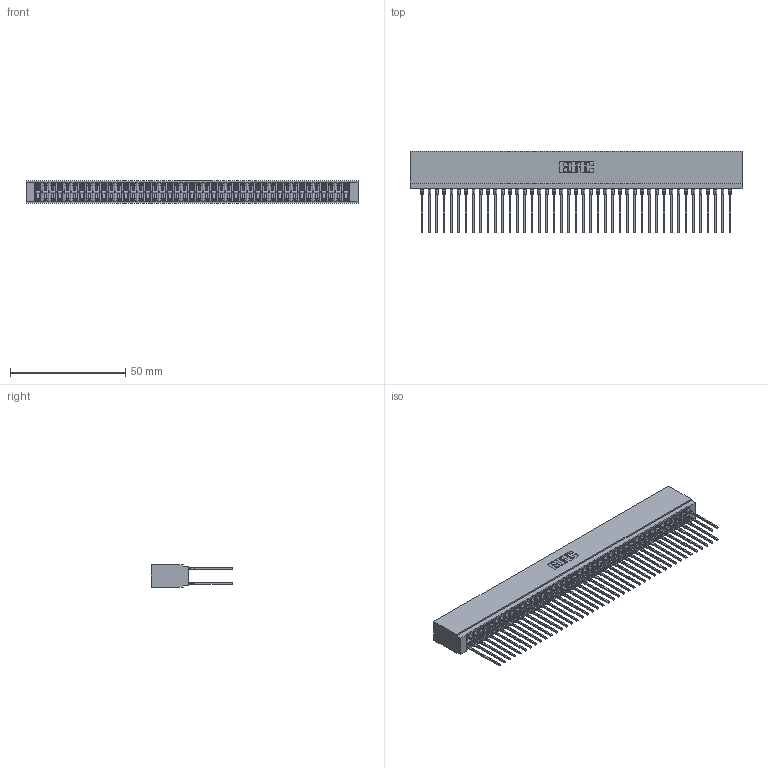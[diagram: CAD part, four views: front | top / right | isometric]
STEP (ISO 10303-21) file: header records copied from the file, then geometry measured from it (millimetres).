
FILE_DESCRIPTION (( 'STEP AP203' ), '1' );
FILE_NAME ('746-086-541-201.STEP', '2026-03-04T18:01:30', ( '' ), ( '' ), 'SwSTEP 2.0', 'SolidWorks 2023', '' );
FILE_SCHEMA (( 'CONFIG_CONTROL_DESIGN' ));
Length unit declared in the file: millimetre
Products named in the file (3): 746-086-541-201; 746-292-001_541; 746 Part_.515 Slot Depth - 01
Assembly tree (87 placements, depth 2):
  746-086-541-201
    746 Part_.515 Slot Depth - 01
    746-292-001_541  x86
Bounding box: 143.76 x 35.42 x 9.91 mm (x, y, z)
Volume: 15868.9 mm3; surface area: 27718.8 mm2
Topology: 87 solids, 87 shells, 7794 faces, 21419 edges, 13634 vertices
Faces by surface type: plane 4011, bspline 1720, cylinder 1547, torus 516
Entity records: 66211 total; most frequent: CARTESIAN_POINT 13155, ORIENTED_EDGE 11388, DIRECTION 9506, EDGE_CURVE 5694, VECTOR 5080, LINE 5080, VERTEX_POINT 3774, AXIS2_PLACEMENT_3D 2213
